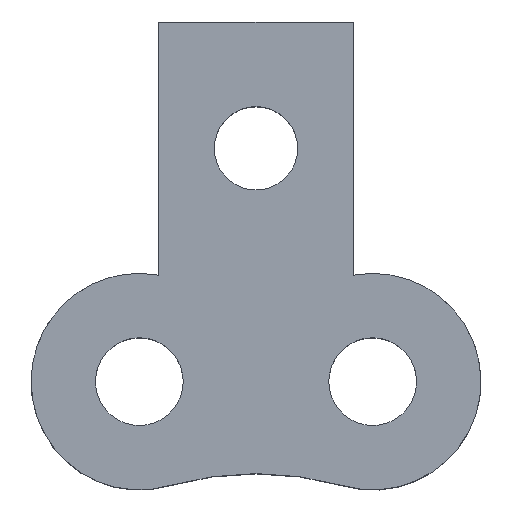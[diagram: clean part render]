
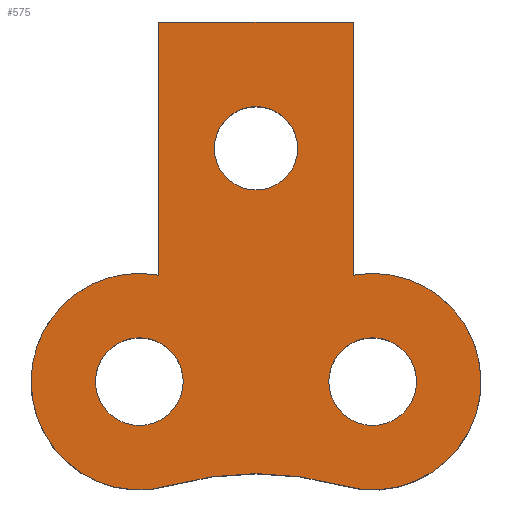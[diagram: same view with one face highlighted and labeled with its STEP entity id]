
A CAD part, top view. The second image highlights one B-rep face of the part: STEP entity #575.
In plain terms, the highlighted planar face has unit normal (0, 0, 1).
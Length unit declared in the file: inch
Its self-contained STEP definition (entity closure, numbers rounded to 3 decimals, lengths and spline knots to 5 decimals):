
#42 = ORIENTED_EDGE ( 'NONE', *, *, #186, .F. ) ;
#43 = ORIENTED_EDGE ( 'NONE', *, *, #194, .F. ) ;
#47 = ORIENTED_EDGE ( 'NONE', *, *, #109, .T. ) ;
#49 = ORIENTED_EDGE ( 'NONE', *, *, #184, .T. ) ;
#51 = ORIENTED_EDGE ( 'NONE', *, *, #204, .T. ) ;
#56 = ORIENTED_EDGE ( 'NONE', *, *, #175, .F. ) ;
#63 = ORIENTED_EDGE ( 'NONE', *, *, #183, .F. ) ;
#76 = ORIENTED_EDGE ( 'NONE', *, *, #188, .T. ) ;
#79 = ORIENTED_EDGE ( 'NONE', *, *, #198, .F. ) ;
#86 = ORIENTED_EDGE ( 'NONE', *, *, #196, .F. ) ;
#87 = ORIENTED_EDGE ( 'NONE', *, *, #181, .T. ) ;
#88 = ORIENTED_EDGE ( 'NONE', *, *, #185, .F. ) ;
#109 = EDGE_CURVE ( 'NONE', #670, #682, #431, .T. ) ;
#175 = EDGE_CURVE ( 'NONE', #688, #668, #1149, .T. ) ;
#181 = EDGE_CURVE ( 'NONE', #691, #693, #1140, .T. ) ;
#183 = EDGE_CURVE ( 'NONE', #677, #678, #1139, .T. ) ;
#184 = EDGE_CURVE ( 'NONE', #682, #679, #1136, .T. ) ;
#185 = EDGE_CURVE ( 'NONE', #680, #679, #1145, .T. ) ;
#186 = EDGE_CURVE ( 'NONE', #684, #686, #1132, .T. ) ;
#188 = EDGE_CURVE ( 'NONE', #665, #670, #1130, .T. ) ;
#190 = EDGE_CURVE ( 'NONE', #677, #665, #1127, .T. ) ;
#194 = EDGE_CURVE ( 'NONE', #686, #684, #1121, .T. ) ;
#196 = EDGE_CURVE ( 'NONE', #678, #680, #1120, .T. ) ;
#198 = EDGE_CURVE ( 'NONE', #668, #688, #1115, .T. ) ;
#204 = EDGE_CURVE ( 'NONE', #693, #691, #1080, .T. ) ;
#211 = AXIS2_PLACEMENT_3D ( 'NONE', #1369, #1367, #1365 ) ;
#266 = AXIS2_PLACEMENT_3D ( 'NONE', #833, #831, #830 ) ;
#267 = AXIS2_PLACEMENT_3D ( 'NONE', #878, #870, #869 ) ;
#270 = AXIS2_PLACEMENT_3D ( 'NONE', #865, #855, #854 ) ;
#271 = AXIS2_PLACEMENT_3D ( 'NONE', #843, #842, #841 ) ;
#272 = AXIS2_PLACEMENT_3D ( 'NONE', #850, #848, #847 ) ;
#274 = AXIS2_PLACEMENT_3D ( 'NONE', #840, #838, #837 ) ;
#276 = AXIS2_PLACEMENT_3D ( 'NONE', #832, #815, #812 ) ;
#278 = AXIS2_PLACEMENT_3D ( 'NONE', #797, #793, #794 ) ;
#280 = AXIS2_PLACEMENT_3D ( 'NONE', #802, #810, #811 ) ;
#293 = AXIS2_PLACEMENT_3D ( 'NONE', #1058, #1057, #1056 ) ;
#431 = CIRCLE ( 'NONE', #211, 0.51254 ) ;
#513 = EDGE_LOOP ( 'NONE', ( #87, #51 ) ) ;
#514 = EDGE_LOOP ( 'NONE', ( #79, #56 ) ) ;
#516 = EDGE_LOOP ( 'NONE', ( #43, #42 ) ) ;
#525 = EDGE_LOOP ( 'NONE', ( #49, #88, #86, #63, #556, #76, #47 ) ) ;
#556 = ORIENTED_EDGE ( 'NONE', *, *, #190, .T. ) ;
#575 = ADVANCED_FACE ( 'NONE', ( #1110, #1103, #1101, #1098 ), #1062, .T. ) ;
#665 = VERTEX_POINT ( 'NONE', #993 ) ;
#668 = VERTEX_POINT ( 'NONE', #991 ) ;
#670 = VERTEX_POINT ( 'NONE', #989 ) ;
#677 = VERTEX_POINT ( 'NONE', #953 ) ;
#678 = VERTEX_POINT ( 'NONE', #950 ) ;
#679 = VERTEX_POINT ( 'NONE', #946 ) ;
#680 = VERTEX_POINT ( 'NONE', #945 ) ;
#682 = VERTEX_POINT ( 'NONE', #938 ) ;
#684 = VERTEX_POINT ( 'NONE', #931 ) ;
#686 = VERTEX_POINT ( 'NONE', #930 ) ;
#688 = VERTEX_POINT ( 'NONE', #922 ) ;
#691 = VERTEX_POINT ( 'NONE', #918 ) ;
#693 = VERTEX_POINT ( 'NONE', #906 ) ;
#788 = CARTESIAN_POINT ( 'NONE',  ( -0.156, 0.578, 0.14375 ) ) ;
#789 = DIRECTION ( 'NONE',  ( 1., 0., 0. ) ) ;
#793 = DIRECTION ( 'NONE',  ( 0., 0., 1. ) ) ;
#794 = DIRECTION ( 'NONE',  ( 1., 0., 0. ) ) ;
#797 = CARTESIAN_POINT ( 'NONE',  ( 0.1875, 0., 0.14375 ) ) ;
#802 = CARTESIAN_POINT ( 'NONE',  ( 0., 0.375, 0.14375 ) ) ;
#810 = DIRECTION ( 'NONE',  ( 0., 0., -1. ) ) ;
#811 = DIRECTION ( 'NONE',  ( 1., 0., 0. ) ) ;
#812 = DIRECTION ( 'NONE',  ( 1., 0., 0. ) ) ;
#815 = DIRECTION ( 'NONE',  ( 0., 0., 1. ) ) ;
#830 = DIRECTION ( 'NONE',  ( 1., 0., 0. ) ) ;
#831 = DIRECTION ( 'NONE',  ( 0., 0., 1. ) ) ;
#832 = CARTESIAN_POINT ( 'NONE',  ( -0.1875, 0., 0.14375 ) ) ;
#833 = CARTESIAN_POINT ( 'NONE',  ( -0.1875, 0., 0.14375 ) ) ;
#837 = DIRECTION ( 'NONE',  ( 1., 0., 0. ) ) ;
#838 = DIRECTION ( 'NONE',  ( 0., 0., 1. ) ) ;
#840 = CARTESIAN_POINT ( 'NONE',  ( -0.1875, 0., 0.14375 ) ) ;
#841 = DIRECTION ( 'NONE',  ( 1., 0., 0. ) ) ;
#842 = DIRECTION ( 'NONE',  ( 0., 0., 1. ) ) ;
#843 = CARTESIAN_POINT ( 'NONE',  ( -0.1875, 0., 0.14375 ) ) ;
#844 = DIRECTION ( 'NONE',  ( 0., -1., 0. ) ) ;
#845 = CARTESIAN_POINT ( 'NONE',  ( 0.156, 0.578, 0.14375 ) ) ;
#847 = DIRECTION ( 'NONE',  ( 1., 0., 0. ) ) ;
#848 = DIRECTION ( 'NONE',  ( 0., 0., 1. ) ) ;
#849 = DIRECTION ( 'NONE',  ( 0., 1., 0. ) ) ;
#850 = CARTESIAN_POINT ( 'NONE',  ( 0.1875, 0., 0.14375 ) ) ;
#854 = DIRECTION ( 'NONE',  ( 1., 0., 0. ) ) ;
#855 = DIRECTION ( 'NONE',  ( 0., 0., -1. ) ) ;
#856 = CARTESIAN_POINT ( 'NONE',  ( -0.156, 0.1479, 0.14375 ) ) ;
#865 = CARTESIAN_POINT ( 'NONE',  ( 0., 0.375, 0.14375 ) ) ;
#869 = DIRECTION ( 'NONE',  ( 1., 0., 0. ) ) ;
#870 = DIRECTION ( 'NONE',  ( 0., 0., 1. ) ) ;
#878 = CARTESIAN_POINT ( 'NONE',  ( 0.1875, 0., 0.14375 ) ) ;
#906 = CARTESIAN_POINT ( 'NONE',  ( 0.067, 0.375, 0.14375 ) ) ;
#918 = CARTESIAN_POINT ( 'NONE',  ( -0.067, 0.375, 0.14375 ) ) ;
#922 = CARTESIAN_POINT ( 'NONE',  ( 0.258, 0., 0.14375 ) ) ;
#930 = CARTESIAN_POINT ( 'NONE',  ( -0.258, 0., 0.14375 ) ) ;
#931 = CARTESIAN_POINT ( 'NONE',  ( -0.117, 0., 0.14375 ) ) ;
#938 = CARTESIAN_POINT ( 'NONE',  ( 0.13998, -0.16739, 0.14375 ) ) ;
#945 = CARTESIAN_POINT ( 'NONE',  ( 0.156, 0.578, 0.14375 ) ) ;
#946 = CARTESIAN_POINT ( 'NONE',  ( 0.156, 0.17112, 0.14375 ) ) ;
#950 = CARTESIAN_POINT ( 'NONE',  ( -0.156, 0.578, 0.14375 ) ) ;
#953 = CARTESIAN_POINT ( 'NONE',  ( -0.156, 0.17112, 0.14375 ) ) ;
#989 = CARTESIAN_POINT ( 'NONE',  ( -0.13998, -0.16739, 0.14375 ) ) ;
#991 = CARTESIAN_POINT ( 'NONE',  ( 0.117, 0., 0.14375 ) ) ;
#993 = CARTESIAN_POINT ( 'NONE',  ( -0.3615, 0., 0.14375 ) ) ;
#1056 = DIRECTION ( 'NONE',  ( 1., 0., 0. ) ) ;
#1057 = DIRECTION ( 'NONE',  ( 0., 0., 1. ) ) ;
#1058 = CARTESIAN_POINT ( 'NONE',  ( 0.09375, 0.33022, 0.14375 ) ) ;
#1062 = PLANE ( 'NONE',  #293 ) ;
#1080 = CIRCLE ( 'NONE', #280, 0.067 ) ;
#1098 = FACE_BOUND ( 'NONE', #513, .T. ) ;
#1101 = FACE_BOUND ( 'NONE', #514, .T. ) ;
#1103 = FACE_BOUND ( 'NONE', #516, .T. ) ;
#1110 = FACE_OUTER_BOUND ( 'NONE', #525, .T. ) ;
#1115 = CIRCLE ( 'NONE', #278, 0.0705 ) ;
#1119 = VECTOR ( 'NONE', #789, 39.37008 ) ;
#1120 = LINE ( 'NONE', #788, #1119 ) ;
#1121 = CIRCLE ( 'NONE', #276, 0.0705 ) ;
#1127 = CIRCLE ( 'NONE', #266, 0.174 ) ;
#1130 = CIRCLE ( 'NONE', #274, 0.174 ) ;
#1132 = CIRCLE ( 'NONE', #271, 0.0705 ) ;
#1136 = CIRCLE ( 'NONE', #272, 0.174 ) ;
#1139 = LINE ( 'NONE', #856, #1141 ) ;
#1140 = CIRCLE ( 'NONE', #270, 0.067 ) ;
#1141 = VECTOR ( 'NONE', #849, 39.37008 ) ;
#1143 = VECTOR ( 'NONE', #844, 39.37008 ) ;
#1145 = LINE ( 'NONE', #845, #1143 ) ;
#1149 = CIRCLE ( 'NONE', #267, 0.0705 ) ;
#1365 = DIRECTION ( 'NONE',  ( 1., 0., 0. ) ) ;
#1367 = DIRECTION ( 'NONE',  ( 0., 0., -1. ) ) ;
#1369 = CARTESIAN_POINT ( 'NONE',  ( 0., -0.66044, 0.14375 ) ) ;
